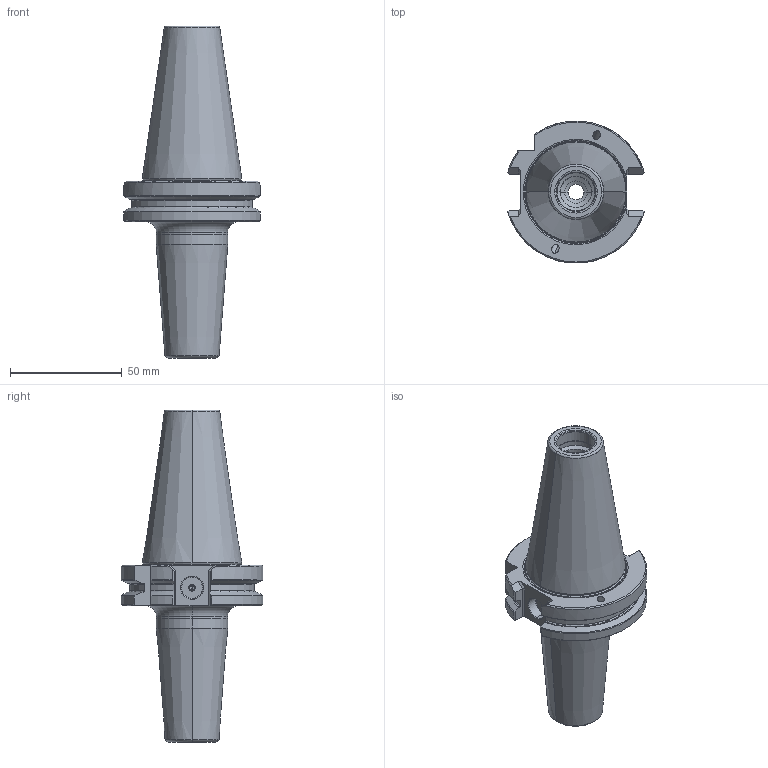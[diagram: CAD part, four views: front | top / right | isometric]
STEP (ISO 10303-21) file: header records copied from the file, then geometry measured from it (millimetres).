
FILE_DESCRIPTION(('no description'),'unknown implementation level');
FILE_NAME('C15943A6-3C70-4BF4-AB44-A2FCB29B02F2_export.stp',' ',('CIMSOURCE GmbH'),('CADClick - KiM GmbH - www.kimweb.de'),'unknown preprocess','ACIS','unknown authorization');
FILE_SCHEMA(('automotive_design'));
Length unit declared in the file: millimetre
Products named in the file (1): NONE
Bounding box: 60.95 x 63.34 x 148.25 mm (x, y, z)
Volume: 137425.6 mm3; surface area: 28216.4 mm2
Topology: 1 solids, 1 shells, 200 faces, 485 edges, 296 vertices
Faces by surface type: cylinder 63, cone 54, plane 53, torus 30
Entity records: 11546 total; most frequent: CARTESIAN_POINT 1409, DIRECTION 990, STYLED_ITEM 980, PRESENTATION_STYLE_ASSIGNMENT 980, COLOUR_RGB 980, ORIENTED_EDGE 966, EDGE_CURVE 483, CURVE_STYLE 483
